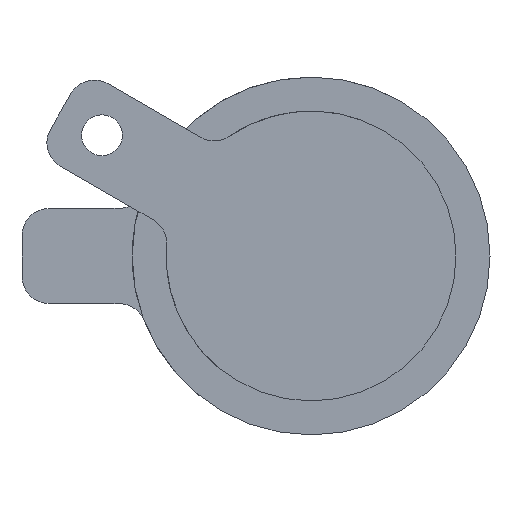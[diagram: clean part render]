
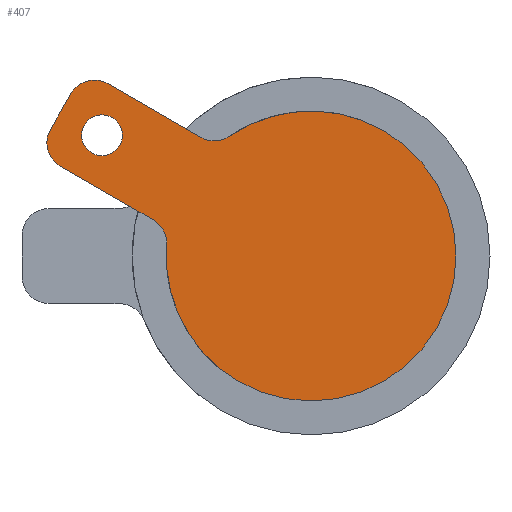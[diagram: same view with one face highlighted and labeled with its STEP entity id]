
A CAD part, front view. The second image highlights one B-rep face of the part: STEP entity #407.
In plain terms, the highlighted planar face has unit normal (0, -1, 0).
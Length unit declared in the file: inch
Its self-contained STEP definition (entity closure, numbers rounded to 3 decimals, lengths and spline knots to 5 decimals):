
#7 = CARTESIAN_POINT ( 'NONE',  ( 0., -0.039, 0. ) ) ;
#21 = CARTESIAN_POINT ( 'NONE',  ( -0.16653, -0.039, 0.13656 ) ) ;
#23 = EDGE_LOOP ( 'NONE', ( #957, #1267 ) ) ;
#36 = CIRCLE ( 'NONE', #1422, 0.015 ) ;
#37 = CARTESIAN_POINT ( 'NONE',  ( -0.14622, -0.039, 0.10174 ) ) ;
#41 = AXIS2_PLACEMENT_3D ( 'NONE', #439, #205, #1402 ) ;
#51 = DIRECTION ( 'NONE',  ( 0.5, 0., 0.866 ) ) ;
#73 = CARTESIAN_POINT ( 'NONE',  ( -0.05325, -0.039, -0.09223 ) ) ;
#75 = ORIENTED_EDGE ( 'NONE', *, *, #929, .F. ) ;
#80 = VERTEX_POINT ( 'NONE', #1265 ) ;
#83 = DIRECTION ( 'NONE',  ( 0.5, 0., 0.866 ) ) ;
#89 = EDGE_LOOP ( 'NONE', ( #312, #367, #246, #1566, #75, #480, #1043, #1322, #1547, #426 ) ) ;
#101 = DIRECTION ( 'NONE',  ( 0.866, 0., -0.5 ) ) ;
#119 = CARTESIAN_POINT ( 'NONE',  ( -0.08116, -0.039, 0.08727 ) ) ;
#122 = CARTESIAN_POINT ( 'NONE',  ( -0.20153, -0.039, 0.07594 ) ) ;
#152 = CARTESIAN_POINT ( 'NONE',  ( -0.05991, -0.039, 0.08805 ) ) ;
#153 = VECTOR ( 'NONE', #960, 39.37008 ) ;
#165 = EDGE_CURVE ( 'NONE', #363, #1198, #1372, .T. ) ;
#201 = CIRCLE ( 'NONE', #1333, 0.02 ) ;
#205 = DIRECTION ( 'NONE',  ( 0., 1., 0. ) ) ;
#221 = DIRECTION ( 'NONE',  ( 0.5, 0., 0.866 ) ) ;
#245 = EDGE_CURVE ( 'NONE', #264, #825, #482, .T. ) ;
#246 = ORIENTED_EDGE ( 'NONE', *, *, #1414, .F. ) ;
#264 = VERTEX_POINT ( 'NONE', #152 ) ;
#287 = DIRECTION ( 'NONE',  ( 0.5, 0., 0.866 ) ) ;
#293 = FACE_OUTER_BOUND ( 'NONE', #89, .T. ) ;
#312 = ORIENTED_EDGE ( 'NONE', *, *, #946, .F. ) ;
#325 = DIRECTION ( 'NONE',  ( 0., 1., 0. ) ) ;
#332 = CIRCLE ( 'NONE', #1254, 0.02 ) ;
#363 = VERTEX_POINT ( 'NONE', #37 ) ;
#367 = ORIENTED_EDGE ( 'NONE', *, *, #781, .T. ) ;
#388 = DIRECTION ( 'NONE',  ( 0.5, 0., 0.866 ) ) ;
#391 = CARTESIAN_POINT ( 'NONE',  ( 0., -0.039, 0. ) ) ;
#407 = ADVANCED_FACE ( 'NONE', ( #293, #1522 ), #568, .F. ) ;
#426 = ORIENTED_EDGE ( 'NONE', *, *, #1235, .T. ) ;
#439 = CARTESIAN_POINT ( 'NONE',  ( 0., -0.039, 0. ) ) ;
#442 = VERTEX_POINT ( 'NONE', #119 ) ;
#467 = EDGE_CURVE ( 'NONE', #1198, #363, #36, .T. ) ;
#476 = DIRECTION ( 'NONE',  ( 0.5, 0., 0.866 ) ) ;
#480 = ORIENTED_EDGE ( 'NONE', *, *, #1425, .T. ) ;
#482 = CIRCLE ( 'NONE', #1421, 0.1065 ) ;
#518 = VERTEX_POINT ( 'NONE', #579 ) ;
#564 = VECTOR ( 'NONE', #1064, 39.37008 ) ;
#568 = PLANE ( 'NONE',  #860 ) ;
#579 = CARTESIAN_POINT ( 'NONE',  ( -0.17653, -0.039, 0.11924 ) ) ;
#583 = CARTESIAN_POINT ( 'NONE',  ( -0.20153, -0.039, 0.07594 ) ) ;
#595 = CARTESIAN_POINT ( 'NONE',  ( -0.11616, -0.039, 0.02665 ) ) ;
#597 = LINE ( 'NONE', #21, #1040 ) ;
#605 = DIRECTION ( 'NONE',  ( 0.5, 0., 0.866 ) ) ;
#656 = DIRECTION ( 'NONE',  ( 0., -1., 0. ) ) ;
#661 = CIRCLE ( 'NONE', #1335, 0.02 ) ;
#690 = CARTESIAN_POINT ( 'NONE',  ( -0.15372, -0.039, 0.08875 ) ) ;
#693 = CARTESIAN_POINT ( 'NONE',  ( 0.05325, -0.039, 0.09223 ) ) ;
#708 = CARTESIAN_POINT ( 'NONE',  ( -0.17421, -0.039, 0.08326 ) ) ;
#739 = CIRCLE ( 'NONE', #41, 0.1065 ) ;
#753 = DIRECTION ( 'NONE',  ( 0., 1., 0. ) ) ;
#781 = EDGE_CURVE ( 'NONE', #974, #518, #332, .T. ) ;
#807 = DIRECTION ( 'NONE',  ( 0.5, 0., 0.866 ) ) ;
#811 = CIRCLE ( 'NONE', #1482, 0.02 ) ;
#818 = LINE ( 'NONE', #583, #564 ) ;
#825 = VERTEX_POINT ( 'NONE', #693 ) ;
#830 = DIRECTION ( 'NONE',  ( 0., 1., 0. ) ) ;
#840 = DIRECTION ( 'NONE',  ( 0., 1., 0. ) ) ;
#860 = AXIS2_PLACEMENT_3D ( 'NONE', #1416, #1303, #221 ) ;
#864 = CIRCLE ( 'NONE', #1016, 0.1065 ) ;
#878 = AXIS2_PLACEMENT_3D ( 'NONE', #690, #1186, #476 ) ;
#881 = EDGE_CURVE ( 'NONE', #1311, #1530, #739, .T. ) ;
#929 = EDGE_CURVE ( 'NONE', #1177, #80, #1205, .T. ) ;
#946 = EDGE_CURVE ( 'NONE', #974, #442, #597, .T. ) ;
#957 = ORIENTED_EDGE ( 'NONE', *, *, #467, .T. ) ;
#960 = DIRECTION ( 'NONE',  ( -0.866, 0., 0.5 ) ) ;
#974 = VERTEX_POINT ( 'NONE', #1442 ) ;
#998 = CARTESIAN_POINT ( 'NONE',  ( -0.10621, -0.039, 0.00785 ) ) ;
#1016 = AXIS2_PLACEMENT_3D ( 'NONE', #7, #840, #1349 ) ;
#1024 = EDGE_CURVE ( 'NONE', #825, #1311, #864, .T. ) ;
#1040 = VECTOR ( 'NONE', #101, 39.37008 ) ;
#1043 = ORIENTED_EDGE ( 'NONE', *, *, #881, .F. ) ;
#1050 = DIRECTION ( 'NONE',  ( 0., -1., 0. ) ) ;
#1054 = CARTESIAN_POINT ( 'NONE',  ( -0.19153, -0.039, 0.09326 ) ) ;
#1064 = DIRECTION ( 'NONE',  ( 0.5, 0., 0.866 ) ) ;
#1128 = EDGE_CURVE ( 'NONE', #1365, #80, #661, .T. ) ;
#1177 = VERTEX_POINT ( 'NONE', #595 ) ;
#1186 = DIRECTION ( 'NONE',  ( 0., 1., 0. ) ) ;
#1198 = VERTEX_POINT ( 'NONE', #1362 ) ;
#1205 = LINE ( 'NONE', #122, #153 ) ;
#1235 = EDGE_CURVE ( 'NONE', #264, #442, #811, .T. ) ;
#1254 = AXIS2_PLACEMENT_3D ( 'NONE', #1268, #656, #388 ) ;
#1265 = CARTESIAN_POINT ( 'NONE',  ( -0.18421, -0.039, 0.06594 ) ) ;
#1267 = ORIENTED_EDGE ( 'NONE', *, *, #165, .T. ) ;
#1268 = CARTESIAN_POINT ( 'NONE',  ( -0.15921, -0.039, 0.10924 ) ) ;
#1303 = DIRECTION ( 'NONE',  ( 0., 1., 0. ) ) ;
#1311 = VERTEX_POINT ( 'NONE', #73 ) ;
#1320 = CARTESIAN_POINT ( 'NONE',  ( -0.15372, -0.039, 0.08875 ) ) ;
#1322 = ORIENTED_EDGE ( 'NONE', *, *, #1024, .F. ) ;
#1333 = AXIS2_PLACEMENT_3D ( 'NONE', #1436, #830, #605 ) ;
#1335 = AXIS2_PLACEMENT_3D ( 'NONE', #708, #1050, #83 ) ;
#1349 = DIRECTION ( 'NONE',  ( 0.5, 0., 0.866 ) ) ;
#1362 = CARTESIAN_POINT ( 'NONE',  ( -0.16122, -0.039, 0.07576 ) ) ;
#1365 = VERTEX_POINT ( 'NONE', #1054 ) ;
#1372 = CIRCLE ( 'NONE', #878, 0.015 ) ;
#1402 = DIRECTION ( 'NONE',  ( 0.5, 0., 0.866 ) ) ;
#1414 = EDGE_CURVE ( 'NONE', #1365, #518, #818, .T. ) ;
#1416 = CARTESIAN_POINT ( 'NONE',  ( 0., -0.039, 0. ) ) ;
#1421 = AXIS2_PLACEMENT_3D ( 'NONE', #391, #753, #51 ) ;
#1422 = AXIS2_PLACEMENT_3D ( 'NONE', #1320, #325, #807 ) ;
#1425 = EDGE_CURVE ( 'NONE', #1177, #1530, #201, .T. ) ;
#1436 = CARTESIAN_POINT ( 'NONE',  ( -0.12616, -0.039, 0.00933 ) ) ;
#1442 = CARTESIAN_POINT ( 'NONE',  ( -0.14921, -0.039, 0.12656 ) ) ;
#1482 = AXIS2_PLACEMENT_3D ( 'NONE', #1494, #1507, #287 ) ;
#1494 = CARTESIAN_POINT ( 'NONE',  ( -0.07116, -0.039, 0.10459 ) ) ;
#1507 = DIRECTION ( 'NONE',  ( 0., 1., 0. ) ) ;
#1522 = FACE_BOUND ( 'NONE', #23, .T. ) ;
#1530 = VERTEX_POINT ( 'NONE', #998 ) ;
#1547 = ORIENTED_EDGE ( 'NONE', *, *, #245, .F. ) ;
#1566 = ORIENTED_EDGE ( 'NONE', *, *, #1128, .T. ) ;
